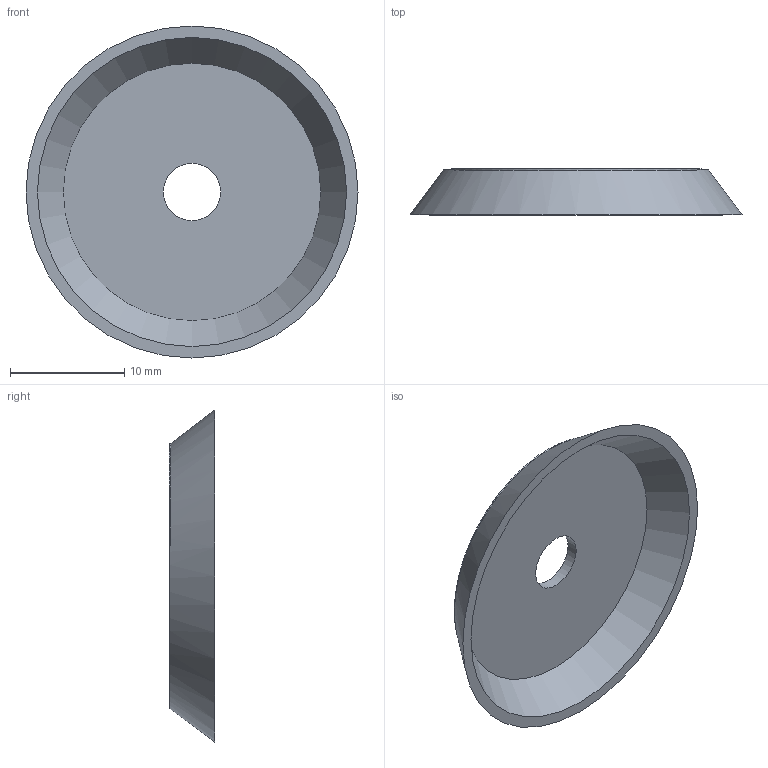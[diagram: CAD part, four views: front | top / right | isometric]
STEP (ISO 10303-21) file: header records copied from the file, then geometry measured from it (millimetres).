
FILE_DESCRIPTION(('FreeCAD Model'),'2;1');
FILE_NAME('Open CASCADE Shape Model','2022-03-13T14:32:43',('Author'),( ''),'Open CASCADE STEP processor 7.5','FreeCAD','Unknown');
FILE_SCHEMA(('AUTOMOTIVE_DESIGN { 1 0 10303 214 1 1 1 1 }'));
Length unit declared in the file: millimetre
Products named in the file (1): Body
Bounding box: 29 x 4 x 29 mm (x, y, z)
Volume: 666.4 mm3; surface area: 1579.8 mm2
Topology: 1 solids, 1 shells, 10 faces, 17 edges, 11 vertices
Faces by surface type: plane 5, cylinder 3, bspline 1, cone 1
Full cylindrical faces by diameter (mm): 5 x1
Entity records: 777 total; most frequent: CARTESIAN_POINT 425, DIRECTION 51, ORIENTED_EDGE 34, PCURVE 34, DEFINITIONAL_REPRESENTATION 34, B_SPLINE_CURVE_WITH_KNOTS 26, AXIS2_PLACEMENT_3D 20, CIRCLE 19
